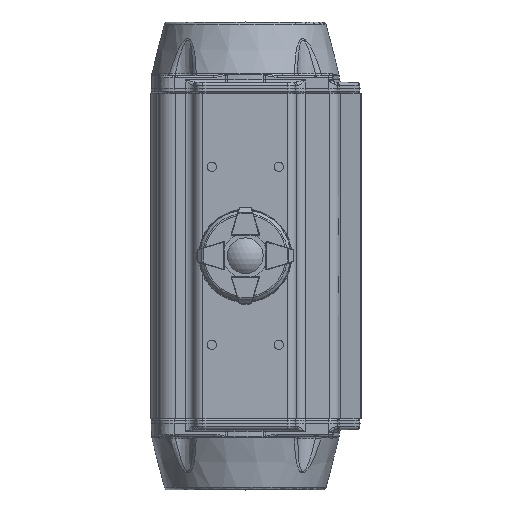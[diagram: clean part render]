
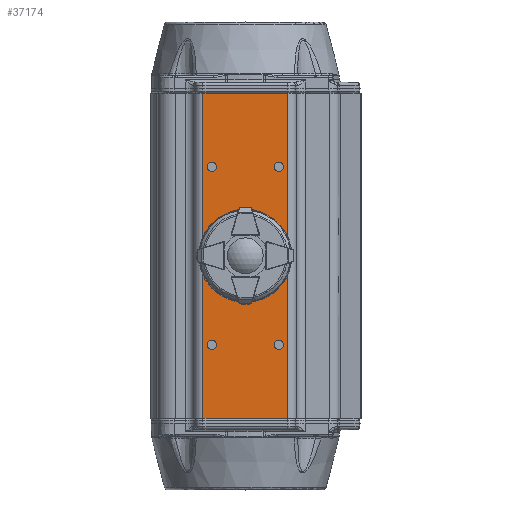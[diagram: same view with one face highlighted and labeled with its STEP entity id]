
A CAD part, top view. The second image highlights one B-rep face of the part: STEP entity #37174.
In plain terms, the highlighted face is planar.
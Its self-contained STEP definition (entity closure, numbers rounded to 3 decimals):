
#1331=PLANE('',#39915);
#2571=CIRCLE('',#39916,2.067);
#2572=CIRCLE('',#39917,2.067);
#2573=CIRCLE('',#39918,2.067);
#2574=CIRCLE('',#39919,2.067);
#2575=CIRCLE('',#39920,15.75);
#4451=LINE('',#66950,#6352);
#4452=LINE('',#66962,#6353);
#4453=LINE('',#66964,#6354);
#4454=LINE('',#66966,#6355);
#6352=VECTOR('',#45411,1000.);
#6353=VECTOR('',#45424,1000.);
#6354=VECTOR('',#45425,1000.);
#6355=VECTOR('',#45426,1000.);
#11602=ORIENTED_EDGE('',*,*,#20149,.T.);
#11603=ORIENTED_EDGE('',*,*,#20150,.T.);
#11604=ORIENTED_EDGE('',*,*,#20151,.T.);
#11605=ORIENTED_EDGE('',*,*,#20152,.T.);
#11606=ORIENTED_EDGE('',*,*,#20153,.T.);
#11607=ORIENTED_EDGE('',*,*,#20154,.F.);
#11608=ORIENTED_EDGE('',*,*,#20148,.T.);
#11609=ORIENTED_EDGE('',*,*,#20155,.T.);
#11610=ORIENTED_EDGE('',*,*,#20156,.F.);
#20148=EDGE_CURVE('',#24686,#24687,#4451,.T.);
#20149=EDGE_CURVE('',#24688,#24688,#2571,.T.);
#20150=EDGE_CURVE('',#24689,#24689,#2572,.T.);
#20151=EDGE_CURVE('',#24690,#24690,#2573,.T.);
#20152=EDGE_CURVE('',#24691,#24691,#2574,.T.);
#20153=EDGE_CURVE('',#24692,#24692,#2575,.T.);
#20154=EDGE_CURVE('',#24686,#24693,#4452,.T.);
#20155=EDGE_CURVE('',#24687,#24694,#4453,.T.);
#20156=EDGE_CURVE('',#24693,#24694,#4454,.T.);
#24686=VERTEX_POINT('',#66947);
#24687=VERTEX_POINT('',#66949);
#24688=VERTEX_POINT('',#66953);
#24689=VERTEX_POINT('',#66955);
#24690=VERTEX_POINT('',#66957);
#24691=VERTEX_POINT('',#66959);
#24692=VERTEX_POINT('',#66961);
#24693=VERTEX_POINT('',#66963);
#24694=VERTEX_POINT('',#66965);
#29383=EDGE_LOOP('',(#11602));
#29384=EDGE_LOOP('',(#11603));
#29385=EDGE_LOOP('',(#11604));
#29386=EDGE_LOOP('',(#11605));
#29387=EDGE_LOOP('',(#11606));
#29388=EDGE_LOOP('',(#11607,#11608,#11609,#11610));
#32097=FACE_BOUND('',#29383,.T.);
#32098=FACE_BOUND('',#29384,.T.);
#32099=FACE_BOUND('',#29385,.T.);
#32100=FACE_BOUND('',#29386,.T.);
#32101=FACE_BOUND('',#29387,.T.);
#32102=FACE_BOUND('',#29388,.T.);
#37174=ADVANCED_FACE('',(#32097,#32098,#32099,#32100,#32101,#32102),#1331,
 .T.);
#39915=AXIS2_PLACEMENT_3D('',#66951,#45412,#45413);
#39916=AXIS2_PLACEMENT_3D('',#66952,#45414,#45415);
#39917=AXIS2_PLACEMENT_3D('',#66954,#45416,#45417);
#39918=AXIS2_PLACEMENT_3D('',#66956,#45418,#45419);
#39919=AXIS2_PLACEMENT_3D('',#66958,#45420,#45421);
#39920=AXIS2_PLACEMENT_3D('',#66960,#45422,#45423);
#45411=DIRECTION('',(0.,0.,-1.));
#45412=DIRECTION('',(0.,1.,0.));
#45413=DIRECTION('',(0.,0.,1.));
#45414=DIRECTION('',(0.,-1.,0.));
#45415=DIRECTION('',(0.,0.,1.));
#45416=DIRECTION('',(0.,-1.,0.));
#45417=DIRECTION('',(0.,0.,1.));
#45418=DIRECTION('',(0.,-1.,0.));
#45419=DIRECTION('',(0.,0.,1.));
#45420=DIRECTION('',(0.,-1.,0.));
#45421=DIRECTION('',(0.,0.,1.));
#45422=DIRECTION('',(0.,-1.,0.));
#45423=DIRECTION('',(0.,0.,1.));
#45424=DIRECTION('',(-1.,0.,0.));
#45425=DIRECTION('',(-1.,0.,0.));
#45426=DIRECTION('',(0.,0.,-1.));
#66947=CARTESIAN_POINT('',(19.,50.,146.));
#66949=CARTESIAN_POINT('',(19.,50.,0.));
#66950=CARTESIAN_POINT('',(19.,50.,0.));
#66951=CARTESIAN_POINT('',(19.,50.,0.));
#66952=CARTESIAN_POINT('',(15.,50.,113.));
#66953=CARTESIAN_POINT('',(15.,50.,115.067));
#66954=CARTESIAN_POINT('',(-15.,50.,113.));
#66955=CARTESIAN_POINT('',(-15.,50.,115.067));
#66956=CARTESIAN_POINT('',(-15.,50.,33.));
#66957=CARTESIAN_POINT('',(-15.,50.,35.067));
#66958=CARTESIAN_POINT('',(15.,50.,33.));
#66959=CARTESIAN_POINT('',(15.,50.,35.067));
#66960=CARTESIAN_POINT('',(0.,50.,73.));
#66961=CARTESIAN_POINT('',(0.,50.,88.75));
#66962=CARTESIAN_POINT('',(5.937,50.,146.));
#66963=CARTESIAN_POINT('',(-19.,50.,146.));
#66964=CARTESIAN_POINT('',(5.937,50.,0.));
#66965=CARTESIAN_POINT('',(-19.,50.,0.));
#66966=CARTESIAN_POINT('',(-19.,50.,0.));
